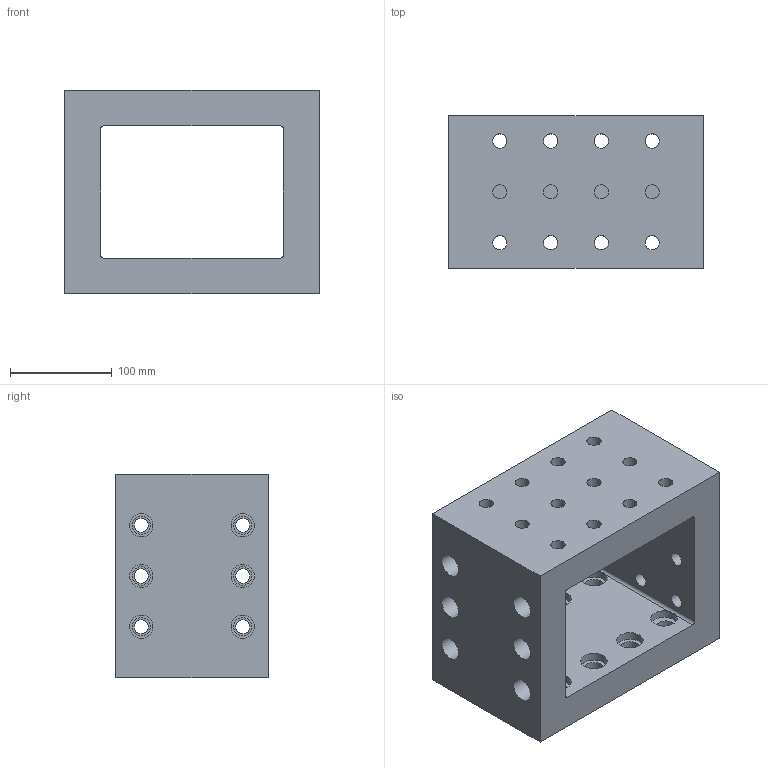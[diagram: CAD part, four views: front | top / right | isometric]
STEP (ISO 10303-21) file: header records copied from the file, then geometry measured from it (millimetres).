
FILE_DESCRIPTION( ( 'Unknown' ), '1' );
FILE_NAME( 'BP26-250150-0200-16.stp', 'Unknown', ( 'S.C.H' ), ( 'Unknown' ), 'XStep 1.0', 'Unknown', ' ' );
FILE_SCHEMA( ( 'CONFIG_CONTROL_DESIGN' ) );
Length unit declared in the file: millimetre
Products named in the file (1): 1
Bounding box: 250 x 150 x 200 mm (x, y, z)
Volume: 3684041.5 mm3; surface area: 333549.1 mm2
Topology: 1 solids, 1 shells, 113 faces, 282 edges, 191 vertices
Faces by surface type: cylinder 67, plane 46
Full cylindrical faces by diameter (mm): 14 x21, 18 x14, 23 x14, 26 x14
Entity records: 3026 total; most frequent: DIRECTION 556, CARTESIAN_POINT 458, ORIENTED_EDGE 372, EDGE_LOOP 268, AXIS2_PLACEMENT_3D 256, EDGE_CURVE 186, FACE_OUTER_BOUND 176, VERTEX_POINT 158
